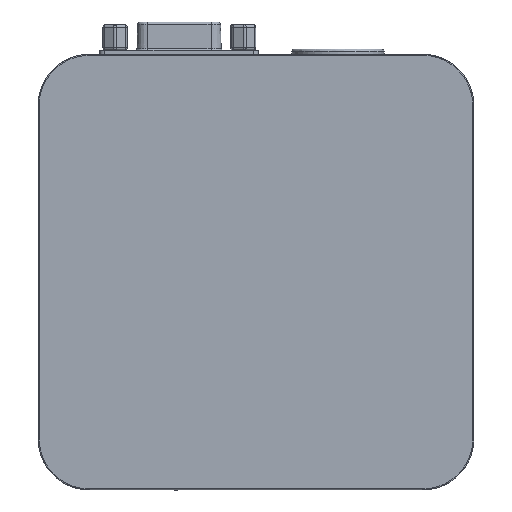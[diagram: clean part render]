
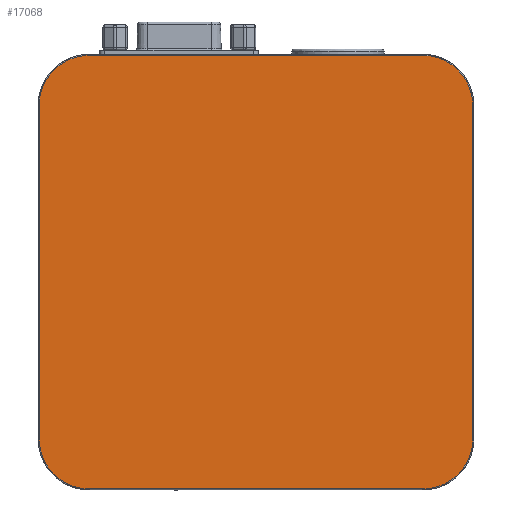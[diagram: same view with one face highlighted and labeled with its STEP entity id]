
A CAD part, front view. The second image highlights one B-rep face of the part: STEP entity #17068.
In plain terms, the highlighted planar face has unit normal (0, -1, 0).
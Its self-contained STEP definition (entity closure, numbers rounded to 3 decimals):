
#18 = CARTESIAN_POINT ( 'NONE',  ( 80.741, 0., 0.2 ) ) ;
#316 = ORIENTED_EDGE ( 'NONE', *, *, #31100, .F. ) ;
#554 = DIRECTION ( 'NONE',  ( -1., 0., 0. ) ) ;
#1521 = VERTEX_POINT ( 'NONE', #18028 ) ;
#1996 = CARTESIAN_POINT ( 'NONE',  ( 75., 0., 84.8 ) ) ;
#2804 = LINE ( 'NONE', #26583, #28411 ) ;
#3128 = EDGE_CURVE ( 'NONE', #33687, #35671, #19867, .T. ) ;
#3706 = FACE_OUTER_BOUND ( 'NONE', #28367, .T. ) ;
#5590 = CARTESIAN_POINT ( 'NONE',  ( 0.2, 0., 75. ) ) ;
#5978 = CARTESIAN_POINT ( 'NONE',  ( 0.2, 0., 10. ) ) ;
#6563 = CARTESIAN_POINT ( 'NONE',  ( 42.5, 0., 0.2 ) ) ;
#7274 = DIRECTION ( 'NONE',  ( 0., 1., 0. ) ) ;
#9166 = CARTESIAN_POINT ( 'NONE',  ( 80.741, 0., 84.8 ) ) ;
#9957 = EDGE_CURVE ( 'NONE', #35671, #40211, #2804, .T. ) ;
#10568 = CARTESIAN_POINT ( 'NONE',  ( 84.8, 0., 10. ) ) ;
#11409 = CARTESIAN_POINT ( 'NONE',  ( 84.8, 0., 75. ) ) ;
#11491 = VERTEX_POINT ( 'NONE', #11409 ) ;
#12140 = LINE ( 'NONE', #43608, #34626 ) ;
#12460 =( BOUNDED_CURVE ( )  B_SPLINE_CURVE ( 3, ( #15022, #28701, #25345, #25791 ),
 .UNSPECIFIED., .F., .F. ) 
 B_SPLINE_CURVE_WITH_KNOTS ( ( 4, 4 ),
 ( 0., 1. ),
 .UNSPECIFIED. ) 
 CURVE ( )  GEOMETRIC_REPRESENTATION_ITEM ( )  RATIONAL_B_SPLINE_CURVE ( ( 1., 0.805, 0.805, 1. ) ) 
 REPRESENTATION_ITEM ( '' )  );
#13776 = ORIENTED_EDGE ( 'NONE', *, *, #43350, .F. ) ;
#13836 = ORIENTED_EDGE ( 'NONE', *, *, #18162, .F. ) ;
#15022 = CARTESIAN_POINT ( 'NONE',  ( 0.2, 0., 75. ) ) ;
#15492 = VERTEX_POINT ( 'NONE', #33909 ) ;
#15604 =( BOUNDED_CURVE ( )  B_SPLINE_CURVE ( 3, ( #10568, #17080, #18, #27395 ),
 .UNSPECIFIED., .F., .T. ) 
 B_SPLINE_CURVE_WITH_KNOTS ( ( 4, 4 ),
 ( 0., 1. ),
 .UNSPECIFIED. ) 
 CURVE ( )  GEOMETRIC_REPRESENTATION_ITEM ( )  RATIONAL_B_SPLINE_CURVE ( ( 1., 0.805, 0.805, 1. ) ) 
 REPRESENTATION_ITEM ( '' )  );
#17068 = ADVANCED_FACE ( 'NONE', ( #3706 ), #20969, .F. ) ;
#17080 = CARTESIAN_POINT ( 'NONE',  ( 84.8, 0., 4.259 ) ) ;
#17295 = ORIENTED_EDGE ( 'NONE', *, *, #26629, .F. ) ;
#18028 = CARTESIAN_POINT ( 'NONE',  ( 84.8, 0., 10. ) ) ;
#18162 = EDGE_CURVE ( 'NONE', #37475, #33687, #34172, .T. ) ;
#18330 = EDGE_CURVE ( 'NONE', #15492, #19080, #12140, .T. ) ;
#19080 = VERTEX_POINT ( 'NONE', #36828 ) ;
#19867 =( BOUNDED_CURVE ( )  B_SPLINE_CURVE ( 3, ( #37181, #33784, #40997, #5978 ),
 .UNSPECIFIED., .F., .T. ) 
 B_SPLINE_CURVE_WITH_KNOTS ( ( 4, 4 ),
 ( 0., 1. ),
 .UNSPECIFIED. ) 
 CURVE ( )  GEOMETRIC_REPRESENTATION_ITEM ( )  RATIONAL_B_SPLINE_CURVE ( ( 1., 0.805, 0.805, 1. ) ) 
 REPRESENTATION_ITEM ( '' )  );
#19947 = CARTESIAN_POINT ( 'NONE',  ( 84.8, 0., 75. ) ) ;
#20969 = PLANE ( 'NONE',  #39593 ) ;
#23442 = CARTESIAN_POINT ( 'NONE',  ( 10., 0., 0.2 ) ) ;
#25345 = CARTESIAN_POINT ( 'NONE',  ( 4.259, 0., 84.8 ) ) ;
#25791 = CARTESIAN_POINT ( 'NONE',  ( 10., 0., 84.8 ) ) ;
#25834 = DIRECTION ( 'NONE',  ( 1., 0., 0. ) ) ;
#26583 = CARTESIAN_POINT ( 'NONE',  ( 0.2, 0., 42.5 ) ) ;
#26629 = EDGE_CURVE ( 'NONE', #1521, #37475, #15604, .T. ) ;
#26822 = VECTOR ( 'NONE', #39914, 1000. ) ;
#27395 = CARTESIAN_POINT ( 'NONE',  ( 75., 0., 0.2 ) ) ;
#28367 = EDGE_LOOP ( 'NONE', ( #316, #37874, #31753, #13836, #17295, #32931, #13776, #43649 ) ) ;
#28411 = VECTOR ( 'NONE', #30167, 1000. ) ;
#28701 = CARTESIAN_POINT ( 'NONE',  ( 0.2, 0., 80.741 ) ) ;
#30019 =( BOUNDED_CURVE ( )  B_SPLINE_CURVE ( 3, ( #1996, #9166, #40398, #19947 ),
 .UNSPECIFIED., .F., .T. ) 
 B_SPLINE_CURVE_WITH_KNOTS ( ( 4, 4 ),
 ( 0., 1. ),
 .UNSPECIFIED. ) 
 CURVE ( )  GEOMETRIC_REPRESENTATION_ITEM ( )  RATIONAL_B_SPLINE_CURVE ( ( 1., 0.805, 0.805, 1. ) ) 
 REPRESENTATION_ITEM ( '' )  );
#30167 = DIRECTION ( 'NONE',  ( 0., 0., 1. ) ) ;
#31100 = EDGE_CURVE ( 'NONE', #40211, #15492, #12460, .T. ) ;
#31753 = ORIENTED_EDGE ( 'NONE', *, *, #3128, .F. ) ;
#32418 = CARTESIAN_POINT ( 'NONE',  ( 0.2, 0., 10. ) ) ;
#32931 = ORIENTED_EDGE ( 'NONE', *, *, #44403, .F. ) ;
#33582 = CARTESIAN_POINT ( 'NONE',  ( 84.8, 0., 42.5 ) ) ;
#33687 = VERTEX_POINT ( 'NONE', #23442 ) ;
#33784 = CARTESIAN_POINT ( 'NONE',  ( 4.259, 0., 0.2 ) ) ;
#33909 = CARTESIAN_POINT ( 'NONE',  ( 10., 0., 84.8 ) ) ;
#34172 = LINE ( 'NONE', #6563, #39627 ) ;
#34626 = VECTOR ( 'NONE', #25834, 1000. ) ;
#35671 = VERTEX_POINT ( 'NONE', #32418 ) ;
#36828 = CARTESIAN_POINT ( 'NONE',  ( 75., 0., 84.8 ) ) ;
#37181 = CARTESIAN_POINT ( 'NONE',  ( 10., 0., 0.2 ) ) ;
#37475 = VERTEX_POINT ( 'NONE', #39159 ) ;
#37874 = ORIENTED_EDGE ( 'NONE', *, *, #9957, .F. ) ;
#39159 = CARTESIAN_POINT ( 'NONE',  ( 75., 0., 0.2 ) ) ;
#39593 = AXIS2_PLACEMENT_3D ( 'NONE', #41660, #7274, #554 ) ;
#39627 = VECTOR ( 'NONE', #41167, 1000. ) ;
#39914 = DIRECTION ( 'NONE',  ( 0., 0., -1. ) ) ;
#40135 = LINE ( 'NONE', #33582, #26822 ) ;
#40211 = VERTEX_POINT ( 'NONE', #5590 ) ;
#40398 = CARTESIAN_POINT ( 'NONE',  ( 84.8, 0., 80.741 ) ) ;
#40997 = CARTESIAN_POINT ( 'NONE',  ( 0.2, 0., 4.259 ) ) ;
#41167 = DIRECTION ( 'NONE',  ( -1., 0., 0. ) ) ;
#41660 = CARTESIAN_POINT ( 'NONE',  ( 42.5, 0., 42.5 ) ) ;
#43350 = EDGE_CURVE ( 'NONE', #19080, #11491, #30019, .T. ) ;
#43608 = CARTESIAN_POINT ( 'NONE',  ( 42.5, 0., 84.8 ) ) ;
#43649 = ORIENTED_EDGE ( 'NONE', *, *, #18330, .F. ) ;
#44403 = EDGE_CURVE ( 'NONE', #11491, #1521, #40135, .T. ) ;
